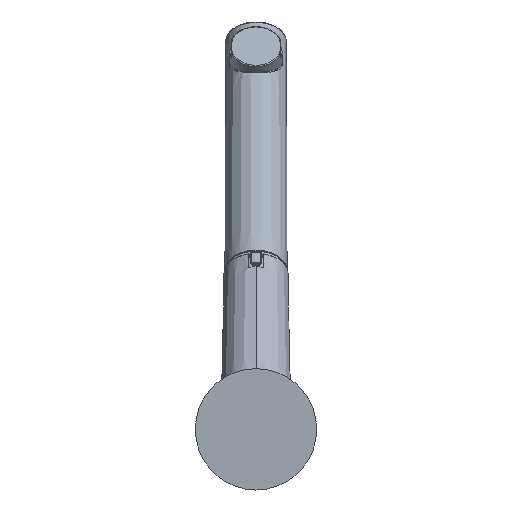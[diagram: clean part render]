
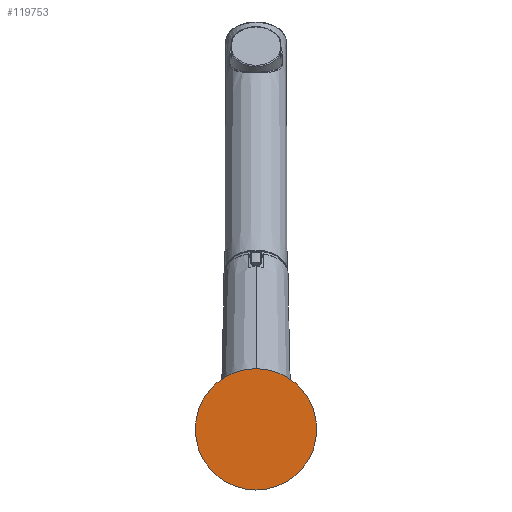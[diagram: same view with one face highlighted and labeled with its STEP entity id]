
A CAD part, front view. The second image highlights one B-rep face of the part: STEP entity #119753.
In plain terms, the highlighted planar face has unit normal (0, -1, 0).
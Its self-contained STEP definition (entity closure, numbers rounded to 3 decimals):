
#69638=CARTESIAN_POINT('',(0.,-1.3,0.));
#69639=DIRECTION('',(0.,-1.,0.));
#69640=DIRECTION('',(1.,0.,0.));
#69641=AXIS2_PLACEMENT_3D('',#69638,#69639,#69640);
#69652=CARTESIAN_POINT('',(0.,-1.3,0.));
#69653=DIRECTION('',(0.,1.,0.));
#69654=DIRECTION('',(1.,0.,0.));
#69655=AXIS2_PLACEMENT_3D('',#69652,#69653,#69654);
#88104=CARTESIAN_POINT('',(27.35,-1.3,0.));
#88105=CARTESIAN_POINT('',(-27.35,-1.3,0.));
#88106=VERTEX_POINT('',#88104);
#88107=VERTEX_POINT('',#88105);
#119744=CARTESIAN_POINT('',(0.,-1.3,0.));
#119745=DIRECTION('',(0.,-1.,0.));
#119746=DIRECTION('',(-1.,0.,0.));
#119747=AXIS2_PLACEMENT_3D('',#119744,#119745,#119746);
#119748=PLANE('',#119747);
#119749=ORIENTED_EDGE('',*,*,#119710,.F.);
#119750=ORIENTED_EDGE('',*,*,#119731,.T.);
#119751=EDGE_LOOP('',(#119749,#119750));
#119752=FACE_OUTER_BOUND('',#119751,.F.);
#119753=ADVANCED_FACE('',(#119752),#119748,.T.);
#69642=CIRCLE('',#69641,27.35);
#69656=CIRCLE('',#69655,27.35);
#119710=EDGE_CURVE('',#88106,#88107,#69642,.T.);
#119731=EDGE_CURVE('',#88106,#88107,#69656,.T.);
